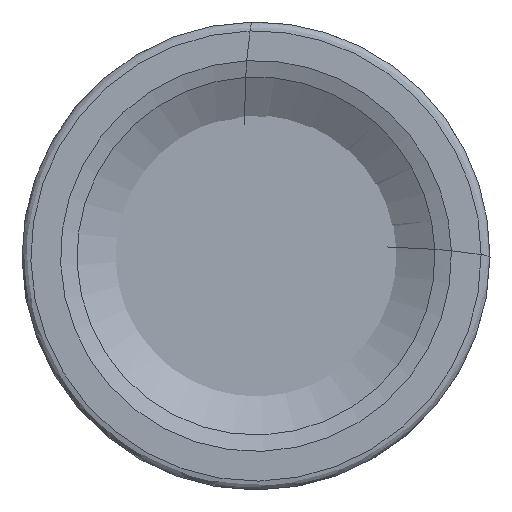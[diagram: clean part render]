
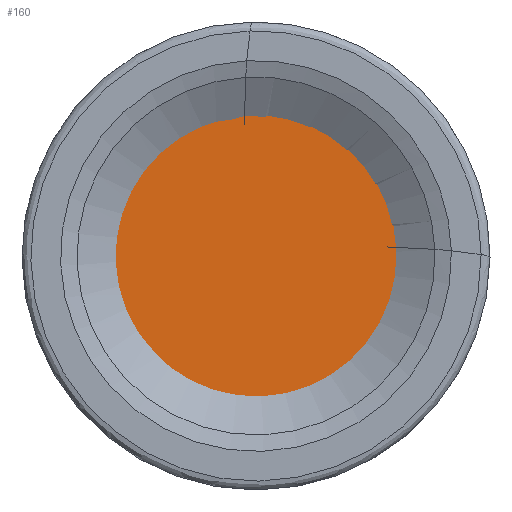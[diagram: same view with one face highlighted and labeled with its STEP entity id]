
A CAD part, left-side view. The second image highlights one B-rep face of the part: STEP entity #160.
In plain terms, the highlighted planar face has unit normal (-1, 0, 0).
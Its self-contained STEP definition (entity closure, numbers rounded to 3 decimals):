
#33=PLANE('',#684);
#160=ADVANCED_FACE('',(#218),#33,.F.);
#218=FACE_OUTER_BOUND('',#270,.T.);
#270=EDGE_LOOP('',(#456));
#325=CIRCLE('',#682,7.284);
#456=ORIENTED_EDGE('',*,*,#581,.T.);
#511=VERTEX_POINT('',#1314);
#581=EDGE_CURVE('',#511,#511,#325,.T.);
#682=AXIS2_PLACEMENT_3D('',#1313,#832,#833);
#684=AXIS2_PLACEMENT_3D('',#1316,#836,#837);
#832=DIRECTION('',(-1.,0.,0.));
#833=DIRECTION('',(0.,0.,1.));
#836=DIRECTION('',(1.,0.,0.));
#837=DIRECTION('',(0.,0.,-1.));
#1313=CARTESIAN_POINT('',(1.2,0.,0.));
#1314=CARTESIAN_POINT('',(1.2,0.,7.284));
#1316=CARTESIAN_POINT('',(1.2,7.284,0.));
